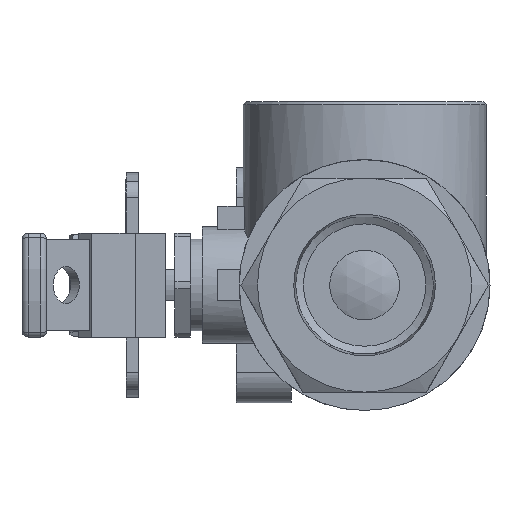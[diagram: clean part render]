
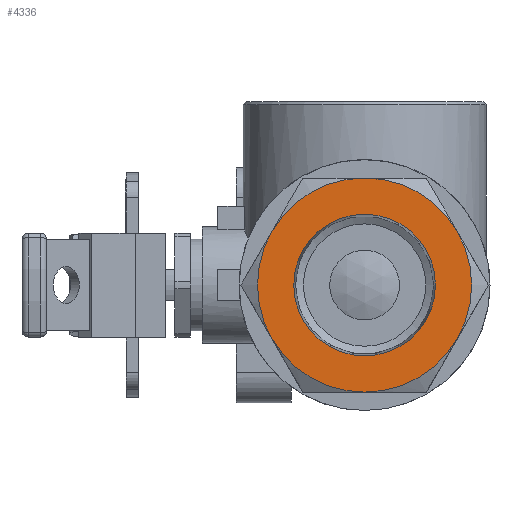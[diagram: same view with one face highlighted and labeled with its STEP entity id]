
A CAD part, left-side view. The second image highlights one B-rep face of the part: STEP entity #4336.
In plain terms, the highlighted planar face has unit normal (-1, 0, 0).
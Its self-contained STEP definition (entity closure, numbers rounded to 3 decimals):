
#308=PLANE('',#4752);
#434=CIRCLE('',#4645,17.5);
#440=CIRCLE('',#4654,11.581);
#464=CIRCLE('',#4736,17.5);
#465=CIRCLE('',#4738,17.5);
#466=CIRCLE('',#4740,17.5);
#467=CIRCLE('',#4742,17.5);
#468=CIRCLE('',#4744,17.5);
#1609=ORIENTED_EDGE('',*,*,#2262,.F.);
#1610=ORIENTED_EDGE('',*,*,#2144,.F.);
#1611=ORIENTED_EDGE('',*,*,#2258,.F.);
#1612=ORIENTED_EDGE('',*,*,#2259,.F.);
#1613=ORIENTED_EDGE('',*,*,#2260,.F.);
#1614=ORIENTED_EDGE('',*,*,#2261,.F.);
#1615=ORIENTED_EDGE('',*,*,#2152,.T.);
#2144=EDGE_CURVE('',#2616,#2617,#434,.T.);
#2152=EDGE_CURVE('',#2624,#2624,#440,.T.);
#2258=EDGE_CURVE('',#2666,#2616,#464,.T.);
#2259=EDGE_CURVE('',#2668,#2666,#465,.T.);
#2260=EDGE_CURVE('',#2670,#2668,#466,.T.);
#2261=EDGE_CURVE('',#2672,#2670,#467,.T.);
#2262=EDGE_CURVE('',#2617,#2672,#468,.T.);
#2616=VERTEX_POINT('',#7811);
#2617=VERTEX_POINT('',#7812);
#2624=VERTEX_POINT('',#7836);
#2666=VERTEX_POINT('',#8085);
#2668=VERTEX_POINT('',#8097);
#2670=VERTEX_POINT('',#8109);
#2672=VERTEX_POINT('',#8121);
#3702=EDGE_LOOP('',(#1609,#1610,#1611,#1612,#1613,#1614));
#3703=EDGE_LOOP('',(#1615));
#4019=FACE_BOUND('',#3702,.T.);
#4020=FACE_BOUND('',#3703,.T.);
#4336=ADVANCED_FACE('',(#4019,#4020),#308,.T.);
#4645=AXIS2_PLACEMENT_3D('',#7810,#5609,#5610);
#4654=AXIS2_PLACEMENT_3D('',#7835,#5627,#5628);
#4736=AXIS2_PLACEMENT_3D('',#8159,#5850,#5851);
#4738=AXIS2_PLACEMENT_3D('',#8161,#5854,#5855);
#4740=AXIS2_PLACEMENT_3D('',#8163,#5858,#5859);
#4742=AXIS2_PLACEMENT_3D('',#8165,#5862,#5863);
#4744=AXIS2_PLACEMENT_3D('',#8167,#5866,#5867);
#4752=AXIS2_PLACEMENT_3D('',#8205,#5900,#5901);
#5609=DIRECTION('',(1.,0.,0.));
#5610=DIRECTION('',(0.,1.,0.));
#5627=DIRECTION('',(1.,0.,0.));
#5628=DIRECTION('',(0.,-1.,0.));
#5850=DIRECTION('',(1.,0.,0.));
#5851=DIRECTION('',(0.,1.,0.));
#5854=DIRECTION('',(1.,0.,0.));
#5855=DIRECTION('',(0.,1.,0.));
#5858=DIRECTION('',(1.,0.,0.));
#5859=DIRECTION('',(0.,1.,0.));
#5862=DIRECTION('',(1.,0.,0.));
#5863=DIRECTION('',(0.,0.,-1.));
#5866=DIRECTION('',(1.,0.,0.));
#5867=DIRECTION('',(0.,1.,0.));
#5900=DIRECTION('',(-1.,0.,0.));
#5901=DIRECTION('',(0.,0.,1.));
#7810=CARTESIAN_POINT('',(-30.,0.,0.));
#7811=CARTESIAN_POINT('',(-30.,15.155,-8.75));
#7812=CARTESIAN_POINT('',(-30.,15.155,8.75));
#7835=CARTESIAN_POINT('',(-30.,0.,0.));
#7836=CARTESIAN_POINT('',(-30.,-11.581,0.));
#8085=CARTESIAN_POINT('',(-30.,0.,-17.5));
#8097=CARTESIAN_POINT('',(-30.,-15.155,-8.75));
#8109=CARTESIAN_POINT('',(-30.,-15.155,8.75));
#8121=CARTESIAN_POINT('',(-30.,0.,17.5));
#8159=CARTESIAN_POINT('',(-30.,0.,0.));
#8161=CARTESIAN_POINT('',(-30.,0.,0.));
#8163=CARTESIAN_POINT('',(-30.,0.,0.));
#8165=CARTESIAN_POINT('',(-30.,0.,0.));
#8167=CARTESIAN_POINT('',(-30.,0.,0.));
#8205=CARTESIAN_POINT('',(-30.,6.4,0.));
